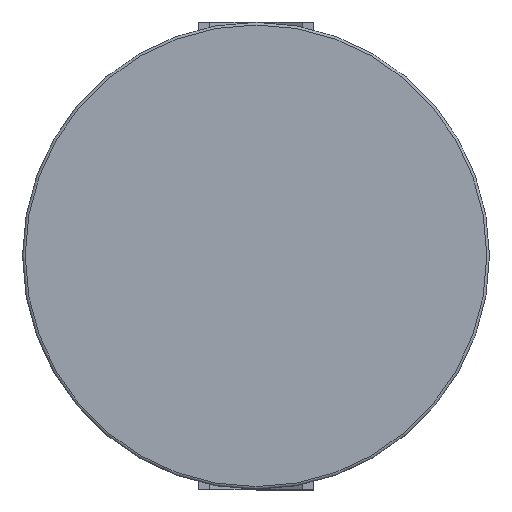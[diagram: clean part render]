
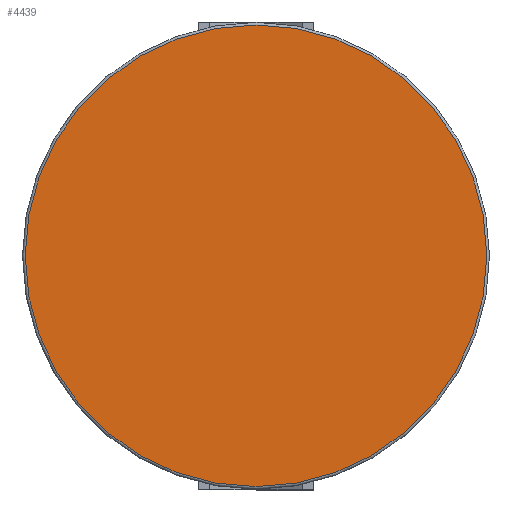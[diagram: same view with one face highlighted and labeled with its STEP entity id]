
A CAD part, top view. The second image highlights one B-rep face of the part: STEP entity #4439.
In plain terms, the highlighted planar face has unit normal (0, 0, 1).
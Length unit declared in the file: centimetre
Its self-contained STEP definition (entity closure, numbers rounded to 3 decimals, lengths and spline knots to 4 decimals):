
#840=FACE_OUTER_BOUND('',#1138,.T.);
#1138=EDGE_LOOP('',(#2893));
#1440=CIRCLE('',#4751,5.23);
#1779=VERTEX_POINT('',#6860);
#2196=EDGE_CURVE('',#1779,#1779,#1440,.T.);
#2893=ORIENTED_EDGE('',*,*,#2196,.F.);
#4067=PLANE('',#4750);
#4439=ADVANCED_FACE('',(#840),#4067,.F.);
#4750=AXIS2_PLACEMENT_3D('',#6859,#5427,#5428);
#4751=AXIS2_PLACEMENT_3D('',#6861,#5429,#5430);
#5427=DIRECTION('center_axis',(0.,0.,
-1.));
#5428=DIRECTION('ref_axis',(-1.,0.,0.));
#5429=DIRECTION('center_axis',(0.,0.,
-1.));
#5430=DIRECTION('ref_axis',(1.,0.,0.));
#6859=CARTESIAN_POINT('Origin',(0.,0.,
5.16));
#6860=CARTESIAN_POINT('',(5.23,0.,5.16));
#6861=CARTESIAN_POINT('Origin',(0.,0.,
5.16));
